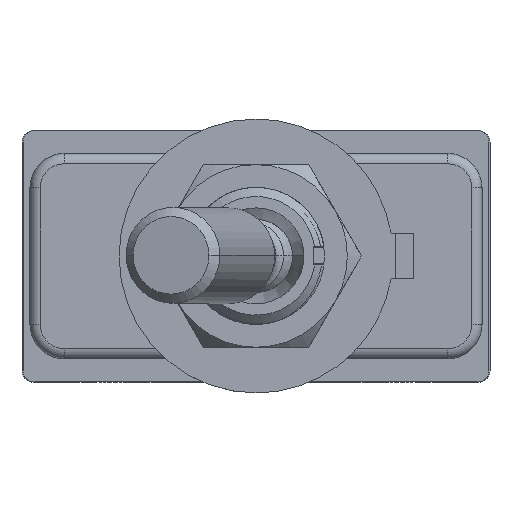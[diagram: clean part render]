
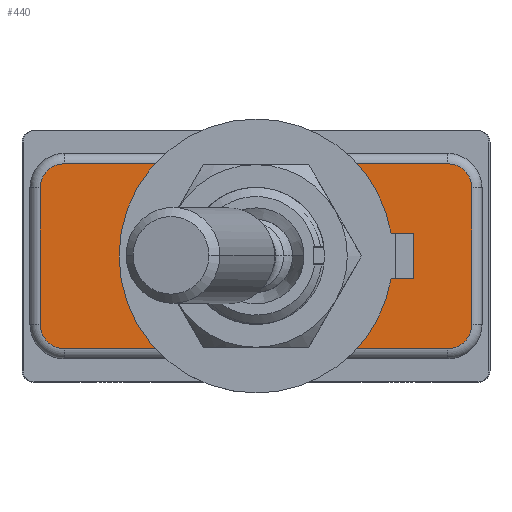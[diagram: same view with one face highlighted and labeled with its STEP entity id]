
A CAD part, top view. The second image highlights one B-rep face of the part: STEP entity #440.
In plain terms, the highlighted planar face has unit normal (0, 0, 1).
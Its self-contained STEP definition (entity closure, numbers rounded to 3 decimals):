
#440=ADVANCED_FACE('',(#1214,#1215),#1216,.T.);
#1214=FACE_OUTER_BOUND('',#5338,.T.);
#1215=FACE_BOUND('',#5339,.T.);
#1216=PLANE('',#5340);
#5338=EDGE_LOOP('',(#9254,#9255,#9256,#9257,#9258,#9259,#9260,#9261));
#5339=EDGE_LOOP('',(#9262,#9263));
#5340=AXIS2_PLACEMENT_3D('',#9264,#9265,#9266);
#9254=ORIENTED_EDGE('',*,*,#11256,.T.);
#9255=ORIENTED_EDGE('',*,*,#11258,.T.);
#9256=ORIENTED_EDGE('',*,*,#11260,.T.);
#9257=ORIENTED_EDGE('',*,*,#11262,.T.);
#9258=ORIENTED_EDGE('',*,*,#11263,.T.);
#9259=ORIENTED_EDGE('',*,*,#11250,.T.);
#9260=ORIENTED_EDGE('',*,*,#11252,.T.);
#9261=ORIENTED_EDGE('',*,*,#11254,.T.);
#9262=ORIENTED_EDGE('',*,*,#10928,.F.);
#9263=ORIENTED_EDGE('',*,*,#10534,.F.);
#9264=CARTESIAN_POINT('',(0.0,0.0,1.1));
#9265=DIRECTION('',(0.0,0.0,1.0));
#9266=DIRECTION('',(1.0,-0.0,0.0));
#10534=EDGE_CURVE('',#12024,#12016,#12026,.T.);
#10928=EDGE_CURVE('',#12016,#12024,#12721,.T.);
#11250=EDGE_CURVE('',#13223,#13225,#13227,.T.);
#11252=EDGE_CURVE('',#13225,#13228,#13230,.F.);
#11254=EDGE_CURVE('',#13228,#13231,#13233,.T.);
#11256=EDGE_CURVE('',#13231,#13234,#13236,.F.);
#11258=EDGE_CURVE('',#13234,#13237,#13239,.T.);
#11260=EDGE_CURVE('',#13237,#13240,#13242,.F.);
#11262=EDGE_CURVE('',#13240,#13243,#13245,.T.);
#11263=EDGE_CURVE('',#13243,#13223,#13246,.F.);
#12016=VERTEX_POINT('',#15781);
#12024=VERTEX_POINT('',#15794);
#12026=CIRCLE('',#15797,4.0);
#12721=CIRCLE('',#17383,4.0);
#13223=VERTEX_POINT('',#19276);
#13225=VERTEX_POINT('',#19278);
#13227=CIRCLE('',#19280,1.05);
#13228=VERTEX_POINT('',#19281);
#13230=LINE('',#19283,#19284);
#13231=VERTEX_POINT('',#19285);
#13233=CIRCLE('',#19287,1.05);
#13234=VERTEX_POINT('',#19288);
#13236=LINE('',#19290,#19291);
#13237=VERTEX_POINT('',#19292);
#13239=CIRCLE('',#19294,1.05);
#13240=VERTEX_POINT('',#19295);
#13242=LINE('',#19297,#19298);
#13243=VERTEX_POINT('',#19299);
#13245=CIRCLE('',#19301,1.05);
#13246=LINE('',#19302,#19303);
#15781=CARTESIAN_POINT('',(4.0,0.0,1.1));
#15794=CARTESIAN_POINT('',(-4.0,0.,1.1));
#15797=AXIS2_PLACEMENT_3D('',#20210,#20211,#20212);
#17383=AXIS2_PLACEMENT_3D('',#20696,#20697,#20698);
#19276=CARTESIAN_POINT('',(8.4,-4.05,1.1));
#19278=CARTESIAN_POINT('',(9.45,-3.0,1.1));
#19280=AXIS2_PLACEMENT_3D('',#21105,#21106,#21107);
#19281=CARTESIAN_POINT('',(9.45,3.0,1.1));
#19283=CARTESIAN_POINT('',(9.45,0.0,1.1));
#19284=VECTOR('',#21111,1000.0);
#19285=CARTESIAN_POINT('',(8.4,4.05,1.1));
#19287=AXIS2_PLACEMENT_3D('',#21115,#21116,#21117);
#19288=CARTESIAN_POINT('',(-8.4,4.05,1.1));
#19290=CARTESIAN_POINT('',(0.0,4.05,1.1));
#19291=VECTOR('',#21121,1000.0);
#19292=CARTESIAN_POINT('',(-9.45,3.0,1.1));
#19294=AXIS2_PLACEMENT_3D('',#21125,#21126,#21127);
#19295=CARTESIAN_POINT('',(-9.45,-3.0,1.1));
#19297=CARTESIAN_POINT('',(-9.45,0.0,1.1));
#19298=VECTOR('',#21131,1000.0);
#19299=CARTESIAN_POINT('',(-8.4,-4.05,1.1));
#19301=AXIS2_PLACEMENT_3D('',#21135,#21136,#21137);
#19302=CARTESIAN_POINT('',(0.0,-4.05,1.1));
#19303=VECTOR('',#21138,1000.0);
#20210=CARTESIAN_POINT('',(0.0,0.0,1.1));
#20211=DIRECTION('',(0.0,0.0,1.0));
#20212=DIRECTION('',(1.0,0.0,0.0));
#20696=CARTESIAN_POINT('',(0.0,0.0,1.1));
#20697=DIRECTION('',(0.0,0.0,1.0));
#20698=DIRECTION('',(1.0,0.0,0.0));
#21105=CARTESIAN_POINT('',(8.4,-3.0,1.1));
#21106=DIRECTION('',(0.0,0.0,1.0));
#21107=DIRECTION('',(1.0,0.0,-0.0));
#21111=DIRECTION('',(0.0,-1.0,0.0));
#21115=CARTESIAN_POINT('',(8.4,3.0,1.1));
#21116=DIRECTION('',(0.0,0.0,1.0));
#21117=DIRECTION('',(1.0,0.0,-0.0));
#21121=DIRECTION('',(1.0,0.0,-0.0));
#21125=CARTESIAN_POINT('',(-8.4,3.0,1.1));
#21126=DIRECTION('',(0.0,0.0,1.0));
#21127=DIRECTION('',(1.0,0.0,-0.0));
#21131=DIRECTION('',(0.0,1.0,0.0));
#21135=CARTESIAN_POINT('',(-8.4,-3.0,1.1));
#21136=DIRECTION('',(0.0,0.0,1.0));
#21137=DIRECTION('',(1.0,0.0,-0.0));
#21138=DIRECTION('',(-1.0,0.0,0.0));
